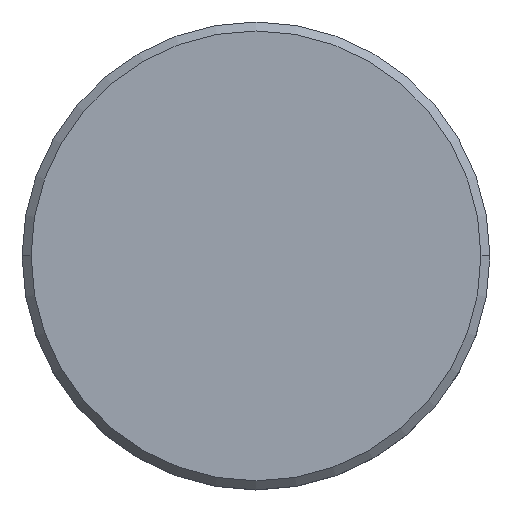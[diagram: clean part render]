
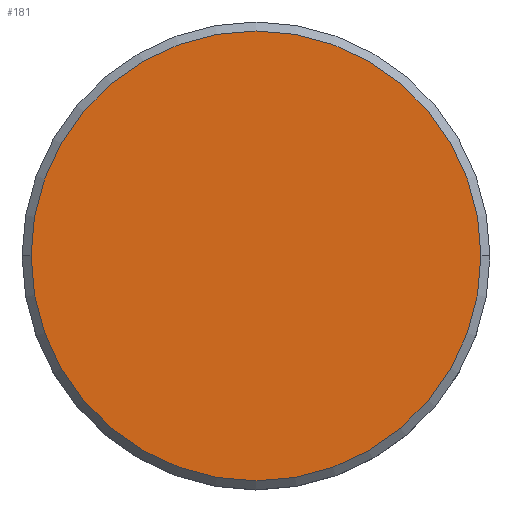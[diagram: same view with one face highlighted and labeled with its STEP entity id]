
A CAD part, top view. The second image highlights one B-rep face of the part: STEP entity #181.
In plain terms, the highlighted planar face has unit normal (0, 0, 1).
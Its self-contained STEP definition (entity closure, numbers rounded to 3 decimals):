
#11 = AXIS2_PLACEMENT_3D ( 'NONE', #522, #598, #1141 ) ;
#87 = DIRECTION ( 'NONE',  ( 0., 0., 1. ) ) ;
#115 = AXIS2_PLACEMENT_3D ( 'NONE', #448, #87, #916 ) ;
#181 = ADVANCED_FACE ( 'NONE', ( #1145 ), #249, .T. ) ;
#249 = PLANE ( 'NONE',  #761 ) ;
#251 = CIRCLE ( 'NONE', #115, 12.5 ) ;
#274 = EDGE_CURVE ( 'NONE', #718, #617, #1022, .T. ) ;
#288 = CARTESIAN_POINT ( 'NONE',  ( 0., 0., 0. ) ) ;
#448 = CARTESIAN_POINT ( 'NONE',  ( 0., 0., 0. ) ) ;
#476 = ORIENTED_EDGE ( 'NONE', *, *, #274, .T. ) ;
#522 = CARTESIAN_POINT ( 'NONE',  ( 0., 0., 0. ) ) ;
#569 = CARTESIAN_POINT ( 'NONE',  ( -12.5, 0., 0. ) ) ;
#598 = DIRECTION ( 'NONE',  ( 0., 0., 1. ) ) ;
#617 = VERTEX_POINT ( 'NONE', #569 ) ;
#697 = CARTESIAN_POINT ( 'NONE',  ( 12.5, 0., 0. ) ) ;
#718 = VERTEX_POINT ( 'NONE', #697 ) ;
#761 = AXIS2_PLACEMENT_3D ( 'NONE', #288, #924, #1088 ) ;
#847 = EDGE_CURVE ( 'NONE', #617, #718, #251, .T. ) ;
#888 = ORIENTED_EDGE ( 'NONE', *, *, #847, .T. ) ;
#916 = DIRECTION ( 'NONE',  ( 1., 0., 0. ) ) ;
#924 = DIRECTION ( 'NONE',  ( 0., 0., 1. ) ) ;
#999 = EDGE_LOOP ( 'NONE', ( #888, #476 ) ) ;
#1022 = CIRCLE ( 'NONE', #11, 12.5 ) ;
#1088 = DIRECTION ( 'NONE',  ( 1., 0., 0. ) ) ;
#1141 = DIRECTION ( 'NONE',  ( 1., 0., 0. ) ) ;
#1145 = FACE_OUTER_BOUND ( 'NONE', #999, .T. ) ;
